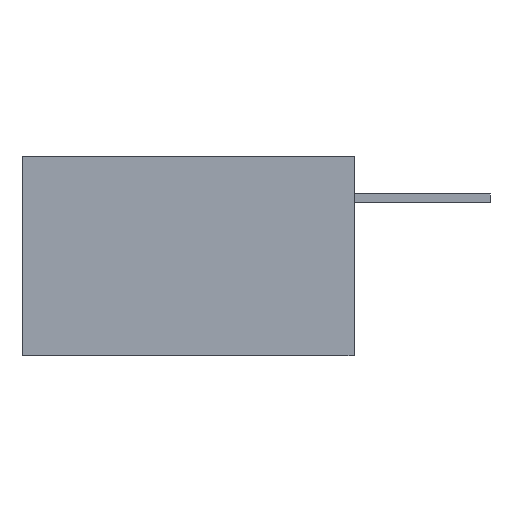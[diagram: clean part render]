
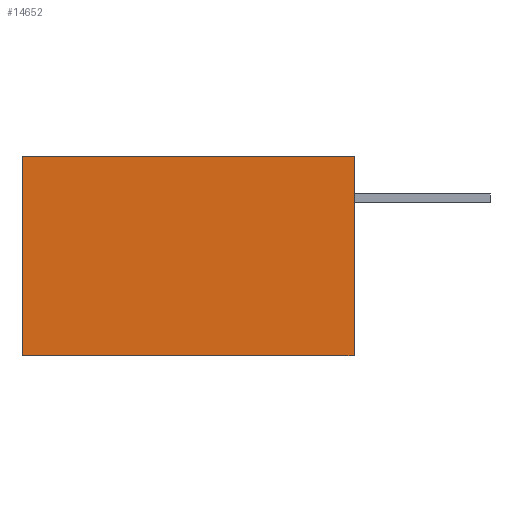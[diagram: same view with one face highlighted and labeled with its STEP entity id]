
A CAD part, left-side view. The second image highlights one B-rep face of the part: STEP entity #14652.
In plain terms, the highlighted planar face has unit normal (-1, 0, 0).
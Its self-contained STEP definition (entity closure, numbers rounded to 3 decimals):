
#52 = DIRECTION ( 'NONE',  ( 0., 0., 1. ) ) ;
#630 = EDGE_CURVE ( 'NONE', #18349, #15660, #10095, .T. ) ;
#1213 = CARTESIAN_POINT ( 'NONE',  ( 0., 0., 0. ) ) ;
#1776 = VERTEX_POINT ( 'NONE', #4918 ) ;
#1815 = DIRECTION ( 'NONE',  ( 0., 0., 1. ) ) ;
#2184 = CARTESIAN_POINT ( 'NONE',  ( 0., 0., -6. ) ) ;
#2936 = CARTESIAN_POINT ( 'NONE',  ( 0., 10., -6. ) ) ;
#3611 = CARTESIAN_POINT ( 'NONE',  ( 0., 0., -6. ) ) ;
#4918 = CARTESIAN_POINT ( 'NONE',  ( 0., 0., -6. ) ) ;
#4946 = DIRECTION ( 'NONE',  ( 0., -1., 0. ) ) ;
#6257 = ORIENTED_EDGE ( 'NONE', *, *, #10249, .F. ) ;
#6991 = LINE ( 'NONE', #2184, #16583 ) ;
#7218 = FACE_OUTER_BOUND ( 'NONE', #11829, .T. ) ;
#7889 = CARTESIAN_POINT ( 'NONE',  ( 0., 0., -6. ) ) ;
#8099 = EDGE_CURVE ( 'NONE', #18349, #1776, #8650, .T. ) ;
#8402 = VECTOR ( 'NONE', #4946, 1000. ) ;
#8552 = LINE ( 'NONE', #10872, #10673 ) ;
#8650 = LINE ( 'NONE', #3611, #8402 ) ;
#8778 = EDGE_CURVE ( 'NONE', #1776, #9282, #6991, .T. ) ;
#9282 = VERTEX_POINT ( 'NONE', #1213 ) ;
#9405 = DIRECTION ( 'NONE',  ( -1., 0., 0. ) ) ;
#9409 = ORIENTED_EDGE ( 'NONE', *, *, #8778, .T. ) ;
#9617 = VECTOR ( 'NONE', #52, 1000. ) ;
#10095 = LINE ( 'NONE', #2936, #9617 ) ;
#10249 = EDGE_CURVE ( 'NONE', #15660, #9282, #8552, .T. ) ;
#10673 = VECTOR ( 'NONE', #13876, 1000. ) ;
#10872 = CARTESIAN_POINT ( 'NONE',  ( 0., 0., 0. ) ) ;
#11829 = EDGE_LOOP ( 'NONE', ( #6257, #16847, #17719, #9409 ) ) ;
#12275 = AXIS2_PLACEMENT_3D ( 'NONE', #7889, #9405, #1815 ) ;
#12392 = CARTESIAN_POINT ( 'NONE',  ( 0., 10., -6. ) ) ;
#13035 = CARTESIAN_POINT ( 'NONE',  ( 0., 10., 0. ) ) ;
#13876 = DIRECTION ( 'NONE',  ( 0., -1., 0. ) ) ;
#14652 = ADVANCED_FACE ( 'NONE', ( #7218 ), #15340, .T. ) ;
#15340 = PLANE ( 'NONE',  #12275 ) ;
#15660 = VERTEX_POINT ( 'NONE', #13035 ) ;
#16583 = VECTOR ( 'NONE', #17160, 1000. ) ;
#16847 = ORIENTED_EDGE ( 'NONE', *, *, #630, .F. ) ;
#17160 = DIRECTION ( 'NONE',  ( 0., 0., 1. ) ) ;
#17719 = ORIENTED_EDGE ( 'NONE', *, *, #8099, .T. ) ;
#18349 = VERTEX_POINT ( 'NONE', #12392 ) ;
